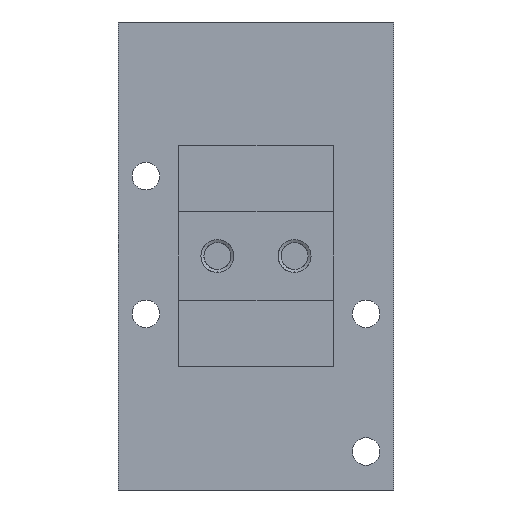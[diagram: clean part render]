
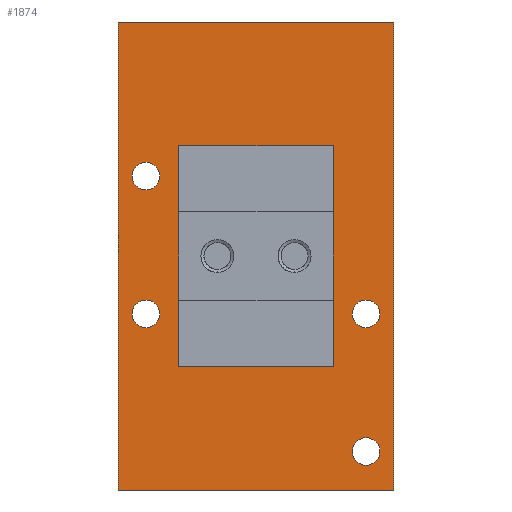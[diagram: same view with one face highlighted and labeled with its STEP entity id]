
A CAD part, left-side view. The second image highlights one B-rep face of the part: STEP entity #1874.
In plain terms, the highlighted planar face has unit normal (-1, 0, 0).
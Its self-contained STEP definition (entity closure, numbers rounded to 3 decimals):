
#10 = CIRCLE ( 'NONE', #1621, 1.25 ) ;
#38 = DIRECTION ( 'NONE',  ( 0., 0., 1. ) ) ;
#52 = CARTESIAN_POINT ( 'NONE',  ( 35., 10., -5.25 ) ) ;
#56 = EDGE_CURVE ( 'NONE', #5763, #5790, #6170, .T. ) ;
#126 = FACE_BOUND ( 'NONE', #2824, .T. ) ;
#177 = VERTEX_POINT ( 'NONE', #7042 ) ;
#350 = CIRCLE ( 'NONE', #3167, 1.25 ) ;
#351 = ORIENTED_EDGE ( 'NONE', *, *, #2881, .F. ) ;
#440 = VERTEX_POINT ( 'NONE', #2428 ) ;
#456 = VECTOR ( 'NONE', #6527, 1000. ) ;
#476 = DIRECTION ( 'NONE',  ( 0., 0., 1. ) ) ;
#659 = DIRECTION ( 'NONE',  ( 0., 0., 1. ) ) ;
#787 = AXIS2_PLACEMENT_3D ( 'NONE', #7116, #3893, #38 ) ;
#883 = EDGE_CURVE ( 'NONE', #7812, #5778, #6459, .T. ) ;
#938 = CIRCLE ( 'NONE', #3884, 1.25 ) ;
#943 = DIRECTION ( 'NONE',  ( -1., 0., 0. ) ) ;
#985 = DIRECTION ( 'NONE',  ( -1., 0., 0. ) ) ;
#1030 = ORIENTED_EDGE ( 'NONE', *, *, #7970, .T. ) ;
#1074 = LINE ( 'NONE', #3631, #6047 ) ;
#1079 = CIRCLE ( 'NONE', #5762, 1.25 ) ;
#1096 = DIRECTION ( 'NONE',  ( 0., 0., 1. ) ) ;
#1215 = DIRECTION ( 'NONE',  ( -1., 0., 0. ) ) ;
#1253 = CARTESIAN_POINT ( 'NONE',  ( 35., 10., 7.25 ) ) ;
#1259 = LINE ( 'NONE', #3891, #3623 ) ;
#1287 = ORIENTED_EDGE ( 'NONE', *, *, #7025, .F. ) ;
#1338 = ORIENTED_EDGE ( 'NONE', *, *, #5957, .F. ) ;
#1351 = EDGE_LOOP ( 'NONE', ( #6001, #5180, #1030, #6036 ) ) ;
#1456 = CARTESIAN_POINT ( 'NONE',  ( 35., 7., 0. ) ) ;
#1586 = ORIENTED_EDGE ( 'NONE', *, *, #6623, .F. ) ;
#1616 = CARTESIAN_POINT ( 'NONE',  ( 35., -10., -5.25 ) ) ;
#1618 = DIRECTION ( 'NONE',  ( 0., 0., 1. ) ) ;
#1621 = AXIS2_PLACEMENT_3D ( 'NONE', #1616, #985, #5479 ) ;
#1741 = DIRECTION ( 'NONE',  ( 0., 1., 0. ) ) ;
#1762 = CARTESIAN_POINT ( 'NONE',  ( 35., -12.5, -21.25 ) ) ;
#1846 = CARTESIAN_POINT ( 'NONE',  ( 35., 10., -5.25 ) ) ;
#1874 = ADVANCED_FACE ( 'NONE', ( #126, #3158, #2688, #2532, #7650, #5800 ), #7767, .F. ) ;
#1901 = CARTESIAN_POINT ( 'NONE',  ( 35., 12.5, -21.25 ) ) ;
#1903 = DIRECTION ( 'NONE',  ( 1., 0., 0. ) ) ;
#1973 = DIRECTION ( 'NONE',  ( 0., 0., 1. ) ) ;
#2029 = DIRECTION ( 'NONE',  ( -1., 0., 0. ) ) ;
#2046 = CARTESIAN_POINT ( 'NONE',  ( 35., -5., 10. ) ) ;
#2087 = ORIENTED_EDGE ( 'NONE', *, *, #2098, .F. ) ;
#2098 = EDGE_CURVE ( 'NONE', #3835, #4025, #8102, .T. ) ;
#2099 = VERTEX_POINT ( 'NONE', #3778 ) ;
#2112 = VERTEX_POINT ( 'NONE', #6419 ) ;
#2200 = CARTESIAN_POINT ( 'NONE',  ( 35., 10., 6. ) ) ;
#2230 = VERTEX_POINT ( 'NONE', #3267 ) ;
#2277 = AXIS2_PLACEMENT_3D ( 'NONE', #3236, #1903, #5130 ) ;
#2354 = CARTESIAN_POINT ( 'NONE',  ( 35., 12.5, -21.25 ) ) ;
#2367 = LINE ( 'NONE', #8241, #5306 ) ;
#2394 = CARTESIAN_POINT ( 'NONE',  ( 35., -10., -5.25 ) ) ;
#2428 = CARTESIAN_POINT ( 'NONE',  ( 35., -7., -10. ) ) ;
#2429 = EDGE_LOOP ( 'NONE', ( #1338, #1287 ) ) ;
#2492 = EDGE_CURVE ( 'NONE', #6971, #4813, #3561, .T. ) ;
#2532 = FACE_BOUND ( 'NONE', #6380, .T. ) ;
#2688 = FACE_BOUND ( 'NONE', #3199, .T. ) ;
#2739 = ORIENTED_EDGE ( 'NONE', *, *, #5103, .F. ) ;
#2796 = LINE ( 'NONE', #2046, #8303 ) ;
#2807 = AXIS2_PLACEMENT_3D ( 'NONE', #5788, #6920, #1973 ) ;
#2824 = EDGE_LOOP ( 'NONE', ( #5847, #2739 ) ) ;
#2881 = EDGE_CURVE ( 'NONE', #2112, #2099, #3731, .T. ) ;
#2882 = CARTESIAN_POINT ( 'NONE',  ( 35., 7., -10. ) ) ;
#2884 = ORIENTED_EDGE ( 'NONE', *, *, #8067, .F. ) ;
#2980 = LINE ( 'NONE', #1762, #5093 ) ;
#3158 = FACE_BOUND ( 'NONE', #2429, .T. ) ;
#3167 = AXIS2_PLACEMENT_3D ( 'NONE', #1253, #1215, #5623 ) ;
#3199 = EDGE_LOOP ( 'NONE', ( #7653, #7080 ) ) ;
#3236 = CARTESIAN_POINT ( 'NONE',  ( 35., 0., 0. ) ) ;
#3267 = CARTESIAN_POINT ( 'NONE',  ( 35., 10., -6.5 ) ) ;
#3454 = CARTESIAN_POINT ( 'NONE',  ( 35., 10., 7.25 ) ) ;
#3561 = LINE ( 'NONE', #1456, #7321 ) ;
#3569 = CARTESIAN_POINT ( 'NONE',  ( 35., 10., 8.5 ) ) ;
#3623 = VECTOR ( 'NONE', #5074, 1000. ) ;
#3631 = CARTESIAN_POINT ( 'NONE',  ( 35., -5., -10. ) ) ;
#3731 = LINE ( 'NONE', #5269, #456 ) ;
#3778 = CARTESIAN_POINT ( 'NONE',  ( 35., -12.5, -21.25 ) ) ;
#3835 = VERTEX_POINT ( 'NONE', #1901 ) ;
#3884 = AXIS2_PLACEMENT_3D ( 'NONE', #2394, #4277, #1096 ) ;
#3891 = CARTESIAN_POINT ( 'NONE',  ( 35., -12.5, 21.25 ) ) ;
#3893 = DIRECTION ( 'NONE',  ( -1., 0., 0. ) ) ;
#4005 = VECTOR ( 'NONE', #6921, 1000. ) ;
#4025 = VERTEX_POINT ( 'NONE', #6749 ) ;
#4231 = EDGE_CURVE ( 'NONE', #5778, #7812, #350, .T. ) ;
#4277 = DIRECTION ( 'NONE',  ( -1., 0., 0. ) ) ;
#4364 = EDGE_LOOP ( 'NONE', ( #1586, #2087, #6674, #351 ) ) ;
#4549 = CIRCLE ( 'NONE', #2807, 1.25 ) ;
#4574 = EDGE_CURVE ( 'NONE', #440, #6495, #2367, .T. ) ;
#4813 = VERTEX_POINT ( 'NONE', #6430 ) ;
#5074 = DIRECTION ( 'NONE',  ( 0., -1., 0. ) ) ;
#5093 = VECTOR ( 'NONE', #5544, 1000. ) ;
#5103 = EDGE_CURVE ( 'NONE', #5790, #5763, #4549, .T. ) ;
#5118 = DIRECTION ( 'NONE',  ( -1., 0., 0. ) ) ;
#5130 = DIRECTION ( 'NONE',  ( 0., 0., -1. ) ) ;
#5180 = ORIENTED_EDGE ( 'NONE', *, *, #4574, .F. ) ;
#5269 = CARTESIAN_POINT ( 'NONE',  ( 35., -12.5, -21.25 ) ) ;
#5306 = VECTOR ( 'NONE', #476, 1000. ) ;
#5318 = DIRECTION ( 'NONE',  ( 0., 0., 1. ) ) ;
#5479 = DIRECTION ( 'NONE',  ( 0., 0., 1. ) ) ;
#5544 = DIRECTION ( 'NONE',  ( 0., 1., 0. ) ) ;
#5623 = DIRECTION ( 'NONE',  ( 0., 0., 1. ) ) ;
#5724 = CARTESIAN_POINT ( 'NONE',  ( 35., -10., -6.5 ) ) ;
#5762 = AXIS2_PLACEMENT_3D ( 'NONE', #1846, #5118, #659 ) ;
#5763 = VERTEX_POINT ( 'NONE', #6044 ) ;
#5778 = VERTEX_POINT ( 'NONE', #3569 ) ;
#5788 = CARTESIAN_POINT ( 'NONE',  ( 35., -10., -17.75 ) ) ;
#5790 = VERTEX_POINT ( 'NONE', #6178 ) ;
#5800 = FACE_BOUND ( 'NONE', #1351, .T. ) ;
#5847 = ORIENTED_EDGE ( 'NONE', *, *, #56, .F. ) ;
#5901 = DIRECTION ( 'NONE',  ( 0., -1., 0. ) ) ;
#5957 = EDGE_CURVE ( 'NONE', #5974, #2230, #8300, .T. ) ;
#5974 = VERTEX_POINT ( 'NONE', #8278 ) ;
#6001 = ORIENTED_EDGE ( 'NONE', *, *, #6774, .T. ) ;
#6036 = ORIENTED_EDGE ( 'NONE', *, *, #2492, .T. ) ;
#6044 = CARTESIAN_POINT ( 'NONE',  ( 35., -10., -16.5 ) ) ;
#6046 = AXIS2_PLACEMENT_3D ( 'NONE', #52, #2029, #7137 ) ;
#6047 = VECTOR ( 'NONE', #1741, 1000. ) ;
#6053 = VERTEX_POINT ( 'NONE', #5724 ) ;
#6170 = CIRCLE ( 'NONE', #787, 1.25 ) ;
#6178 = CARTESIAN_POINT ( 'NONE',  ( 35., -10., -19. ) ) ;
#6314 = EDGE_CURVE ( 'NONE', #6053, #177, #938, .T. ) ;
#6377 = EDGE_CURVE ( 'NONE', #2099, #3835, #2980, .T. ) ;
#6380 = EDGE_LOOP ( 'NONE', ( #2884, #7528 ) ) ;
#6413 = CARTESIAN_POINT ( 'NONE',  ( 35., -7., 10. ) ) ;
#6419 = CARTESIAN_POINT ( 'NONE',  ( 35., -12.5, 21.25 ) ) ;
#6430 = CARTESIAN_POINT ( 'NONE',  ( 35., 7., 10. ) ) ;
#6459 = CIRCLE ( 'NONE', #7930, 1.25 ) ;
#6495 = VERTEX_POINT ( 'NONE', #6413 ) ;
#6527 = DIRECTION ( 'NONE',  ( 0., 0., -1. ) ) ;
#6623 = EDGE_CURVE ( 'NONE', #4025, #2112, #1259, .T. ) ;
#6674 = ORIENTED_EDGE ( 'NONE', *, *, #6377, .F. ) ;
#6749 = CARTESIAN_POINT ( 'NONE',  ( 35., 12.5, 21.25 ) ) ;
#6774 = EDGE_CURVE ( 'NONE', #4813, #6495, #2796, .T. ) ;
#6920 = DIRECTION ( 'NONE',  ( -1., 0., 0. ) ) ;
#6921 = DIRECTION ( 'NONE',  ( 0., 0., 1. ) ) ;
#6971 = VERTEX_POINT ( 'NONE', #2882 ) ;
#7025 = EDGE_CURVE ( 'NONE', #2230, #5974, #1079, .T. ) ;
#7042 = CARTESIAN_POINT ( 'NONE',  ( 35., -10., -4. ) ) ;
#7080 = ORIENTED_EDGE ( 'NONE', *, *, #883, .F. ) ;
#7116 = CARTESIAN_POINT ( 'NONE',  ( 35., -10., -17.75 ) ) ;
#7137 = DIRECTION ( 'NONE',  ( 0., 0., 1. ) ) ;
#7321 = VECTOR ( 'NONE', #5318, 1000. ) ;
#7528 = ORIENTED_EDGE ( 'NONE', *, *, #6314, .F. ) ;
#7650 = FACE_OUTER_BOUND ( 'NONE', #4364, .T. ) ;
#7653 = ORIENTED_EDGE ( 'NONE', *, *, #4231, .F. ) ;
#7767 = PLANE ( 'NONE',  #2277 ) ;
#7812 = VERTEX_POINT ( 'NONE', #2200 ) ;
#7930 = AXIS2_PLACEMENT_3D ( 'NONE', #3454, #943, #1618 ) ;
#7970 = EDGE_CURVE ( 'NONE', #440, #6971, #1074, .T. ) ;
#8067 = EDGE_CURVE ( 'NONE', #177, #6053, #10, .T. ) ;
#8102 = LINE ( 'NONE', #2354, #4005 ) ;
#8241 = CARTESIAN_POINT ( 'NONE',  ( 35., -7., -10. ) ) ;
#8278 = CARTESIAN_POINT ( 'NONE',  ( 35., 10., -4. ) ) ;
#8300 = CIRCLE ( 'NONE', #6046, 1.25 ) ;
#8303 = VECTOR ( 'NONE', #5901, 1000. ) ;
